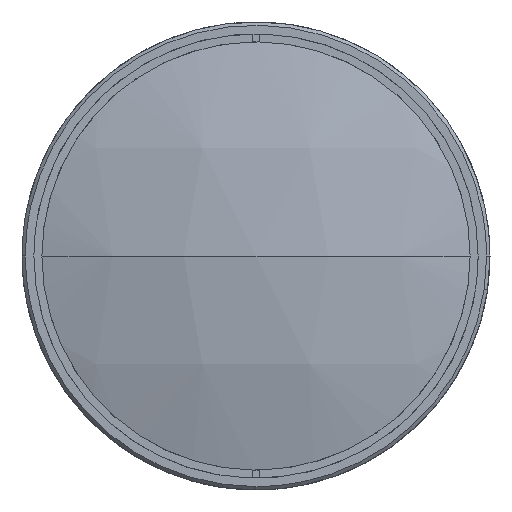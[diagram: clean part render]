
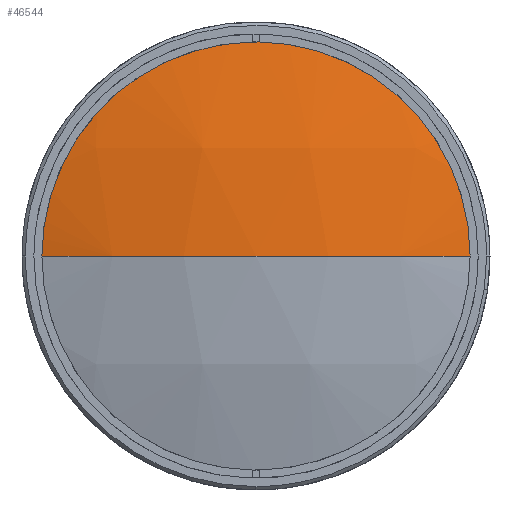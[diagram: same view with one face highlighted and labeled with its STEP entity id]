
A CAD part, left-side view. The second image highlights one B-rep face of the part: STEP entity #46544.
In plain terms, the highlighted spherical face has radius 456.634 mm.
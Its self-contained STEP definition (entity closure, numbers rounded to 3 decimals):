
#698 = VERTEX_POINT ( 'NONE', #37695 ) ;
#2025 = CIRCLE ( 'NONE', #44313, 456.634 ) ;
#3131 = CARTESIAN_POINT ( 'NONE',  ( 20.836, 115.141, 56.768 ) ) ;
#3904 = CARTESIAN_POINT ( 'NONE',  ( 20.836, 56.768, 115.141 ) ) ;
#5287 = DIRECTION ( 'NONE',  ( 0., 0., 1. ) ) ;
#6527 = CARTESIAN_POINT ( 'NONE',  ( 20.836, -127.274, 16.768 ) ) ;
#7293 = CARTESIAN_POINT ( 'NONE',  ( 20.836, 78.14, 101.853 ) ) ;
#10418 = CARTESIAN_POINT ( 'NONE',  ( 20.836, -56.768, 115.141 ) ) ;
#10668 = CARTESIAN_POINT ( 'NONE',  ( 20.836, -16.768, 127.274 ) ) ;
#11653 = CARTESIAN_POINT ( 'NONE',  ( 20.836, -128.1, 0. ) ) ;
#14041 = CARTESIAN_POINT ( 'NONE',  ( 20.836, -96.509, 84.652 ) ) ;
#14289 = CARTESIAN_POINT ( 'NONE',  ( 20.836, -128.1, 0. ) ) ;
#14545 = CARTESIAN_POINT ( 'NONE',  ( 20.836, -78.14, 101.853 ) ) ;
#15058 = CARTESIAN_POINT ( 'NONE',  ( 20.836, 33.214, 124.003 ) ) ;
#15570 = CARTESIAN_POINT ( 'NONE',  ( 20.836, 96.509, 84.652 ) ) ;
#15818 = CARTESIAN_POINT ( 'NONE',  ( 20.836, 64.197, 111.169 ) ) ;
#15860 = DIRECTION ( 'NONE',  ( 0., 0., -1. ) ) ;
#16692 = DIRECTION ( 'NONE',  ( 1., 0., 0. ) ) ;
#18183 = CARTESIAN_POINT ( 'NONE',  ( 20.836, -121.557, 41.276 ) ) ;
#18434 = CARTESIAN_POINT ( 'NONE',  ( 20.836, -8.384, 128.1 ) ) ;
#18673 = CARTESIAN_POINT ( 'NONE',  ( 459.134, 0., 0. ) ) ;
#18950 = CARTESIAN_POINT ( 'NONE',  ( 20.836, 128.1, 8.384 ) ) ;
#19072 = VERTEX_POINT ( 'NONE', #11653 ) ;
#19211 = CARTESIAN_POINT ( 'NONE',  ( 20.836, 127.274, 16.768 ) ) ;
#19471 = CARTESIAN_POINT ( 'NONE',  ( 20.836, 121.557, 41.276 ) ) ;
#19607 = EDGE_CURVE ( 'NONE', #698, #45795, #2025, .T. ) ;
#19721 = CARTESIAN_POINT ( 'NONE',  ( 20.836, 16.768, 127.274 ) ) ;
#21526 = EDGE_LOOP ( 'NONE', ( #31569, #38372, #49793 ) ) ;
#22333 = CARTESIAN_POINT ( 'NONE',  ( 20.836, -33.214, 124.003 ) ) ;
#23892 = CIRCLE ( 'NONE', #32229, 456.634 ) ;
#25734 = CARTESIAN_POINT ( 'NONE',  ( 20.836, -124.003, 33.214 ) ) ;
#26246 = CARTESIAN_POINT ( 'NONE',  ( 20.836, -41.276, 121.557 ) ) ;
#26488 = DIRECTION ( 'NONE',  ( 0., 1., 0. ) ) ;
#27262 = CARTESIAN_POINT ( 'NONE',  ( 20.836, 101.853, 78.14 ) ) ;
#27303 = CARTESIAN_POINT ( 'NONE',  ( 459.134, 0., 0. ) ) ;
#27777 = CARTESIAN_POINT ( 'NONE',  ( 20.836, 124.003, 33.214 ) ) ;
#29159 = CARTESIAN_POINT ( 'NONE',  ( 459.134, 0., 0. ) ) ;
#29640 = CARTESIAN_POINT ( 'NONE',  ( 20.836, -128.1, 8.384 ) ) ;
#29898 = CARTESIAN_POINT ( 'NONE',  ( 20.836, -64.197, 111.169 ) ) ;
#30133 = FACE_OUTER_BOUND ( 'NONE', #21526, .T. ) ;
#30144 = CARTESIAN_POINT ( 'NONE',  ( 20.836, -115.141, 56.768 ) ) ;
#30398 = CARTESIAN_POINT ( 'NONE',  ( 20.836, 8.384, 128.1 ) ) ;
#31429 = CARTESIAN_POINT ( 'NONE',  ( 20.836, 84.652, 96.509 ) ) ;
#31569 = ORIENTED_EDGE ( 'NONE', *, *, #42431, .F. ) ;
#32229 = AXIS2_PLACEMENT_3D ( 'NONE', #27303, #15860, #51188 ) ;
#34542 = DIRECTION ( 'NONE',  ( 0., 0., -1. ) ) ;
#35337 = CARTESIAN_POINT ( 'NONE',  ( 20.836, 128.1, 0. ) ) ;
#35586 = CARTESIAN_POINT ( 'NONE',  ( 20.836, 41.276, 121.557 ) ) ;
#37695 = CARTESIAN_POINT ( 'NONE',  ( 20.836, 128.1, 0. ) ) ;
#37700 = CARTESIAN_POINT ( 'NONE',  ( 20.836, -111.169, 64.197 ) ) ;
#37912 = B_SPLINE_CURVE_WITH_KNOTS ( 'NONE', 3,
 ( #14289, #29640, #6527, #25734, #18183, #30144, #37700, #49627, #14041, #45995, #14545, #29898, #10418, #26246, #22333, #10668, #18434, #30398, #19721, #15058, #35586, #3904, #15818, #7293, #31429, #15570, #27262, #43118, #3131, #19471, #27777, #19211, #18950, #35337 ),
 .UNSPECIFIED., .F., .F.,
 ( 4, 2, 2, 2, 2, 2, 2, 2, 2, 2, 2, 2, 2, 2, 2, 2, 4 ),
 ( 0., 0.062, 0.125, 0.187, 0.25, 0.312, 0.375, 0.437, 0.5, 0.562, 0.625, 0.687, 0.75, 0.812, 0.875, 0.937, 1. ),
 .UNSPECIFIED. ) ;
#38372 = ORIENTED_EDGE ( 'NONE', *, *, #49718, .T. ) ;
#42431 = EDGE_CURVE ( 'NONE', #19072, #698, #37912, .T. ) ;
#43118 = CARTESIAN_POINT ( 'NONE',  ( 20.836, 111.169, 64.197 ) ) ;
#44313 = AXIS2_PLACEMENT_3D ( 'NONE', #29159, #5287, #16692 ) ;
#45728 = SPHERICAL_SURFACE ( 'NONE', #51352, 456.634 ) ;
#45795 = VERTEX_POINT ( 'NONE', #49857 ) ;
#45995 = CARTESIAN_POINT ( 'NONE',  ( 20.836, -84.652, 96.509 ) ) ;
#46544 = ADVANCED_FACE ( 'NONE', ( #30133 ), #45728, .F. ) ;
#49627 = CARTESIAN_POINT ( 'NONE',  ( 20.836, -101.853, 78.14 ) ) ;
#49718 = EDGE_CURVE ( 'NONE', #19072, #45795, #23892, .T. ) ;
#49793 = ORIENTED_EDGE ( 'NONE', *, *, #19607, .F. ) ;
#49857 = CARTESIAN_POINT ( 'NONE',  ( 2.5, 0., 0. ) ) ;
#51188 = DIRECTION ( 'NONE',  ( -1., 0., 0. ) ) ;
#51352 = AXIS2_PLACEMENT_3D ( 'NONE', #18673, #34542, #26488 ) ;
